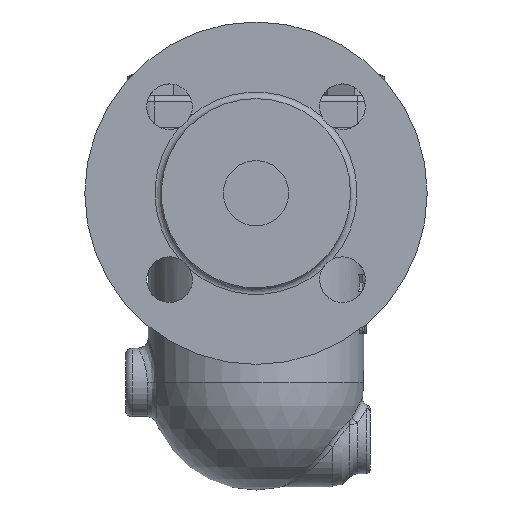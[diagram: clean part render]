
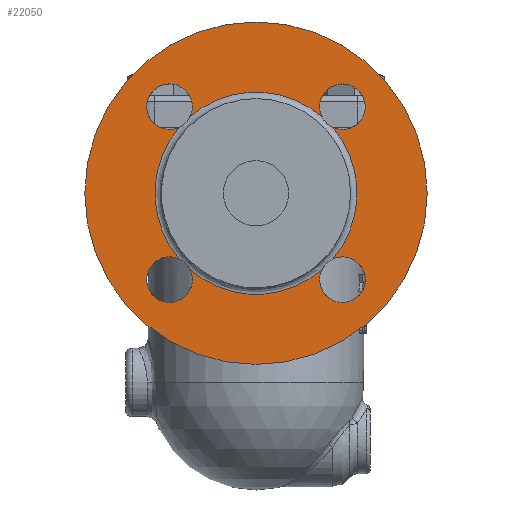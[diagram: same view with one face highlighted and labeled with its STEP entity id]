
A CAD part, left-side view. The second image highlights one B-rep face of the part: STEP entity #22050.
In plain terms, the highlighted planar face has unit normal (-1, 0, 0).
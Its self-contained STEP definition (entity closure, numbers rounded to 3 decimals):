
#21850=CARTESIAN_POINT('',(-73.,-20.188,81.526));
#21851=VERTEX_POINT('',#21850);
#21852=CARTESIAN_POINT('',(-73.,-23.526,78.188));
#21853=VERTEX_POINT('',#21852);
#21869=CARTESIAN_POINT('',(-73.,20.188,81.526));
#21870=VERTEX_POINT('',#21869);
#21871=CARTESIAN_POINT('',(-73.,0.0,58.));
#21872=DIRECTION('',(-1.0,0.0,0.0));
#21873=DIRECTION('',(0.0,0.0,-1.0));
#21874=AXIS2_PLACEMENT_3D('',#21871,#21872,#21873);
#21875=CIRCLE('',#21874,31.);
#21876=EDGE_CURVE('',#21851,#21870,#21875,.T.);
#21878=CARTESIAN_POINT('',(-73.,23.526,78.188));
#21879=VERTEX_POINT('',#21878);
#21895=CARTESIAN_POINT('',(-73.,23.526,37.812));
#21896=VERTEX_POINT('',#21895);
#21897=CARTESIAN_POINT('',(-73.,0.0,58.));
#21898=DIRECTION('',(-1.0,0.0,0.0));
#21899=DIRECTION('',(0.0,0.0,-1.0));
#21900=AXIS2_PLACEMENT_3D('',#21897,#21898,#21899);
#21901=CIRCLE('',#21900,31.);
#21902=EDGE_CURVE('',#21879,#21896,#21901,.T.);
#21904=CARTESIAN_POINT('',(-73.,20.188,34.474));
#21905=VERTEX_POINT('',#21904);
#21921=CARTESIAN_POINT('',(-73.,-20.188,34.474));
#21922=VERTEX_POINT('',#21921);
#21923=CARTESIAN_POINT('',(-73.,0.0,58.));
#21924=DIRECTION('',(-1.0,0.0,0.0));
#21925=DIRECTION('',(0.0,0.0,-1.0));
#21926=AXIS2_PLACEMENT_3D('',#21923,#21924,#21925);
#21927=CIRCLE('',#21926,31.);
#21928=EDGE_CURVE('',#21905,#21922,#21927,.T.);
#21930=CARTESIAN_POINT('',(-73.,-23.526,37.812));
#21931=VERTEX_POINT('',#21930);
#21947=CARTESIAN_POINT('',(-73.,0.0,58.));
#21948=DIRECTION('',(-1.0,0.0,0.0));
#21949=DIRECTION('',(0.0,0.0,-1.0));
#21950=AXIS2_PLACEMENT_3D('',#21947,#21948,#21949);
#21951=CIRCLE('',#21950,31.);
#21952=EDGE_CURVE('',#21931,#21853,#21951,.T.);
#21993=CARTESIAN_POINT('',(-73.,0.,110.5));
#21994=VERTEX_POINT('',#21993);
#21995=CARTESIAN_POINT('',(-73.,0.0,58.));
#21996=DIRECTION('',(1.0,0.0,0.0));
#21997=DIRECTION('',(0.0,0.0,-1.0));
#21998=AXIS2_PLACEMENT_3D('',#21995,#21996,#21997);
#21999=CIRCLE('',#21998,52.5);
#22000=EDGE_CURVE('',#21994,#21994,#21999,.T.);
#22008=CARTESIAN_POINT('',(-73.,0.0,58.));
#22009=DIRECTION('',(1.0,0.0,0.0));
#22010=DIRECTION('',(0.0,0.0,-1.0));
#22011=AXIS2_PLACEMENT_3D('',#22008,#22009,#22010);
#22012=PLANE('',#22011);
#22013=ORIENTED_EDGE('',*,*,#22000,.F.);
#22014=EDGE_LOOP('',(#22013));
#22015=FACE_OUTER_BOUND('',#22014,.T.);
#22016=ORIENTED_EDGE('',*,*,#21952,.F.);
#22017=CARTESIAN_POINT('',(-73.,-26.517,31.483));
#22018=DIRECTION('',(-1.0,0.0,0.0));
#22019=DIRECTION('',(0.0,0.0,-1.0));
#22020=AXIS2_PLACEMENT_3D('',#22017,#22018,#22019);
#22021=CIRCLE('',#22020,7.);
#22022=EDGE_CURVE('',#21922,#21931,#22021,.T.);
#22023=ORIENTED_EDGE('',*,*,#22022,.F.);
#22024=ORIENTED_EDGE('',*,*,#21928,.F.);
#22025=CARTESIAN_POINT('',(-73.,26.517,31.483));
#22026=DIRECTION('',(-1.0,0.0,0.0));
#22027=DIRECTION('',(0.0,1.0,0.0));
#22028=AXIS2_PLACEMENT_3D('',#22025,#22026,#22027);
#22029=CIRCLE('',#22028,7.);
#22030=EDGE_CURVE('',#21896,#21905,#22029,.T.);
#22031=ORIENTED_EDGE('',*,*,#22030,.F.);
#22032=ORIENTED_EDGE('',*,*,#21902,.F.);
#22033=CARTESIAN_POINT('',(-73.,26.517,84.517));
#22034=DIRECTION('',(-1.0,0.0,0.0));
#22035=DIRECTION('',(0.0,0.0,1.0));
#22036=AXIS2_PLACEMENT_3D('',#22033,#22034,#22035);
#22037=CIRCLE('',#22036,7.);
#22038=EDGE_CURVE('',#21870,#21879,#22037,.T.);
#22039=ORIENTED_EDGE('',*,*,#22038,.F.);
#22040=ORIENTED_EDGE('',*,*,#21876,.F.);
#22041=CARTESIAN_POINT('',(-73.,-26.517,84.517));
#22042=DIRECTION('',(-1.0,0.0,0.0));
#22043=DIRECTION('',(0.0,-1.0,0.0));
#22044=AXIS2_PLACEMENT_3D('',#22041,#22042,#22043);
#22045=CIRCLE('',#22044,7.);
#22046=EDGE_CURVE('',#21853,#21851,#22045,.T.);
#22047=ORIENTED_EDGE('',*,*,#22046,.F.);
#22048=EDGE_LOOP('',(#22016,#22023,#22024,#22031,#22032,#22039,#22040,#22047));
#22049=FACE_BOUND('',#22048,.T.);
#22050=ADVANCED_FACE('',(#22015,#22049),#22012,.F.);
